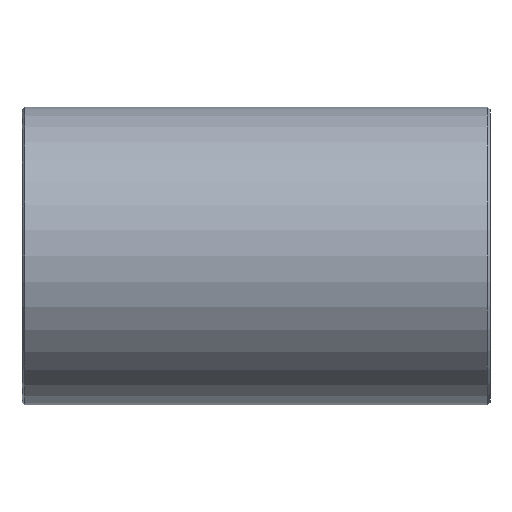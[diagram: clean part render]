
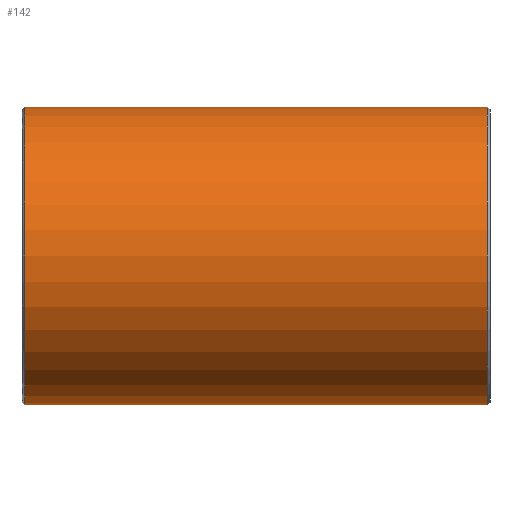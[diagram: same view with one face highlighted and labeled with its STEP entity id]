
A CAD part, front view. The second image highlights one B-rep face of the part: STEP entity #142.
In plain terms, the highlighted cylindrical face has radius 177.8 mm (diameter 355.6 mm), a partial arc.
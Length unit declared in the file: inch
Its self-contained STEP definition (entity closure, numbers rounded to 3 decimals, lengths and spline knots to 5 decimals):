
#2 = VERTEX_POINT ( 'NONE', #217 ) ;
#16 = LINE ( 'NONE', #101, #113 ) ;
#29 = CARTESIAN_POINT ( 'NONE',  ( -10.875, 0., -7. ) ) ;
#30 = VECTOR ( 'NONE', #164, 39.37008 ) ;
#39 = VECTOR ( 'NONE', #48, 39.37008 ) ;
#43 = CARTESIAN_POINT ( 'NONE',  ( -10.875, 0., 0. ) ) ;
#47 = VERTEX_POINT ( 'NONE', #347 ) ;
#48 = DIRECTION ( 'NONE',  ( -1., 0., 0. ) ) ;
#77 = LINE ( 'NONE', #499, #30 ) ;
#80 = FACE_OUTER_BOUND ( 'NONE', #144, .T. ) ;
#90 = CARTESIAN_POINT ( 'NONE',  ( 11., 0., 7. ) ) ;
#92 = EDGE_CURVE ( 'NONE', #2, #47, #77, .T. ) ;
#93 = ORIENTED_EDGE ( 'NONE', *, *, #381, .T. ) ;
#94 = CARTESIAN_POINT ( 'NONE',  ( 0., 0., -7. ) ) ;
#101 = CARTESIAN_POINT ( 'NONE',  ( 11., 0., -7. ) ) ;
#106 = DIRECTION ( 'NONE',  ( -1., 0., 0. ) ) ;
#110 = VECTOR ( 'NONE', #196, 39.37008 ) ;
#113 = VECTOR ( 'NONE', #572, 39.37008 ) ;
#140 = DIRECTION ( 'NONE',  ( 0., 0., 1. ) ) ;
#142 = ADVANCED_FACE ( 'NONE', ( #80 ), #251, .T. ) ;
#144 = EDGE_LOOP ( 'NONE', ( #272, #93, #321, #480, #189, #269 ) ) ;
#149 = CARTESIAN_POINT ( 'NONE',  ( 11., 0., -7. ) ) ;
#164 = DIRECTION ( 'NONE',  ( -1., 0., 0. ) ) ;
#187 = EDGE_CURVE ( 'NONE', #342, #519, #16, .T. ) ;
#189 = ORIENTED_EDGE ( 'NONE', *, *, #466, .T. ) ;
#196 = DIRECTION ( 'NONE',  ( -1., 0., 0. ) ) ;
#202 = VERTEX_POINT ( 'NONE', #427 ) ;
#204 = DIRECTION ( 'NONE',  ( 0., 0., 1. ) ) ;
#216 = CARTESIAN_POINT ( 'NONE',  ( 10.875, 0., 0. ) ) ;
#217 = CARTESIAN_POINT ( 'NONE',  ( 10.875, 0., 7. ) ) ;
#223 = EDGE_CURVE ( 'NONE', #519, #365, #296, .T. ) ;
#251 = CYLINDRICAL_SURFACE ( 'NONE', #578, 7. ) ;
#268 = CARTESIAN_POINT ( 'NONE',  ( 10.875, 0., -7. ) ) ;
#269 = ORIENTED_EDGE ( 'NONE', *, *, #223, .F. ) ;
#272 = ORIENTED_EDGE ( 'NONE', *, *, #187, .F. ) ;
#296 = LINE ( 'NONE', #149, #110 ) ;
#312 = CIRCLE ( 'NONE', #548, 7. ) ;
#321 = ORIENTED_EDGE ( 'NONE', *, *, #92, .T. ) ;
#342 = VERTEX_POINT ( 'NONE', #268 ) ;
#347 = CARTESIAN_POINT ( 'NONE',  ( 0., 0., 7. ) ) ;
#363 = AXIS2_PLACEMENT_3D ( 'NONE', #43, #458, #140 ) ;
#365 = VERTEX_POINT ( 'NONE', #29 ) ;
#381 = EDGE_CURVE ( 'NONE', #342, #2, #312, .T. ) ;
#382 = CARTESIAN_POINT ( 'NONE',  ( 11., 0., 0. ) ) ;
#396 = DIRECTION ( 'NONE',  ( -1., 0., 0. ) ) ;
#427 = CARTESIAN_POINT ( 'NONE',  ( -10.875, 0., 7. ) ) ;
#458 = DIRECTION ( 'NONE',  ( 1., 0., 0. ) ) ;
#466 = EDGE_CURVE ( 'NONE', #202, #365, #474, .T. ) ;
#474 = CIRCLE ( 'NONE', #363, 7. ) ;
#480 = ORIENTED_EDGE ( 'NONE', *, *, #568, .T. ) ;
#499 = CARTESIAN_POINT ( 'NONE',  ( 11., 0., 7. ) ) ;
#519 = VERTEX_POINT ( 'NONE', #94 ) ;
#537 = DIRECTION ( 'NONE',  ( 0., 0., -1. ) ) ;
#548 = AXIS2_PLACEMENT_3D ( 'NONE', #216, #396, #537 ) ;
#558 = LINE ( 'NONE', #90, #39 ) ;
#568 = EDGE_CURVE ( 'NONE', #47, #202, #558, .T. ) ;
#572 = DIRECTION ( 'NONE',  ( -1., 0., 0. ) ) ;
#578 = AXIS2_PLACEMENT_3D ( 'NONE', #382, #106, #204 ) ;
